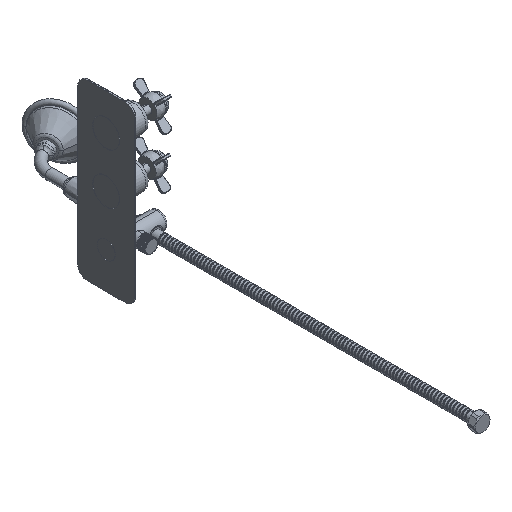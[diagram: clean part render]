
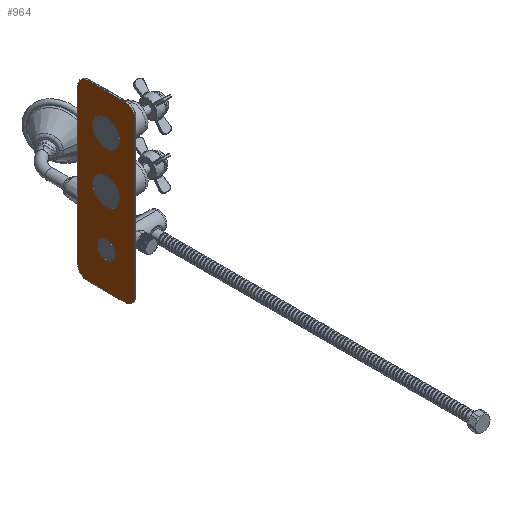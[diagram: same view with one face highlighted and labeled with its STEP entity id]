
A CAD part, isometric view. The second image highlights one B-rep face of the part: STEP entity #964.
In plain terms, the highlighted planar face has unit normal (-1, 0, 0).
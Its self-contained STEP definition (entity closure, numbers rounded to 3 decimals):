
#213=CARTESIAN_POINT('',(0.,0.,-80.));
#214=DIRECTION('',(-1.,0.,0.));
#215=DIRECTION('',(0.,0.,-1.));
#216=AXIS2_PLACEMENT_3D('',#213,#214,#215);
#218=CARTESIAN_POINT('',(0.,0.,-80.));
#219=DIRECTION('',(-1.,0.,0.));
#220=DIRECTION('',(0.,0.,1.));
#221=AXIS2_PLACEMENT_3D('',#218,#219,#220);
#223=CARTESIAN_POINT('',(0.,30.,122.5));
#224=DIRECTION('',(-1.,0.,0.));
#225=DIRECTION('',(0.,0.,1.));
#226=AXIS2_PLACEMENT_3D('',#223,#224,#225);
#228=DIRECTION('',(0.,-1.,0.));
#229=VECTOR('',#228,60.);
#230=CARTESIAN_POINT('',(0.,30.,137.5));
#231=LINE('',#230,#229);
#232=CARTESIAN_POINT('',(0.,-30.,122.5));
#233=DIRECTION('',(-1.,0.,0.));
#234=DIRECTION('',(0.,-1.,0.));
#235=AXIS2_PLACEMENT_3D('',#232,#233,#234);
#237=DIRECTION('',(0.,0.,-1.));
#238=VECTOR('',#237,245.);
#239=CARTESIAN_POINT('',(0.,-45.,122.5));
#240=LINE('',#239,#238);
#241=CARTESIAN_POINT('',(0.,-30.,-122.5));
#242=DIRECTION('',(-1.,0.,0.));
#243=DIRECTION('',(0.,0.,-1.));
#244=AXIS2_PLACEMENT_3D('',#241,#242,#243);
#246=DIRECTION('',(0.,1.,0.));
#247=VECTOR('',#246,60.);
#248=CARTESIAN_POINT('',(0.,-30.,-137.5));
#249=LINE('',#248,#247);
#250=CARTESIAN_POINT('',(0.,30.,-122.5));
#251=DIRECTION('',(-1.,0.,0.));
#252=DIRECTION('',(0.,1.,0.));
#253=AXIS2_PLACEMENT_3D('',#250,#251,#252);
#255=DIRECTION('',(0.,0.,1.));
#256=VECTOR('',#255,245.);
#257=CARTESIAN_POINT('',(0.,45.,-122.5));
#258=LINE('',#257,#256);
#259=CARTESIAN_POINT('',(0.,0.,80.));
#260=DIRECTION('',(1.,0.,0.));
#261=DIRECTION('',(0.,0.,-1.));
#262=AXIS2_PLACEMENT_3D('',#259,#260,#261);
#264=CARTESIAN_POINT('',(0.,0.,80.));
#265=DIRECTION('',(1.,0.,0.));
#266=DIRECTION('',(0.,0.,1.));
#267=AXIS2_PLACEMENT_3D('',#264,#265,#266);
#269=CARTESIAN_POINT('',(0.,0.,0.));
#270=DIRECTION('',(1.,0.,0.));
#271=DIRECTION('',(0.,0.,-1.));
#272=AXIS2_PLACEMENT_3D('',#269,#270,#271);
#274=CARTESIAN_POINT('',(0.,0.,0.));
#275=DIRECTION('',(1.,0.,0.));
#276=DIRECTION('',(0.,0.,1.));
#277=AXIS2_PLACEMENT_3D('',#274,#275,#276);
#521=CARTESIAN_POINT('',(0.,30.,137.5));
#522=CARTESIAN_POINT('',(0.,45.,122.5));
#523=VERTEX_POINT('',#521);
#524=VERTEX_POINT('',#522);
#525=CARTESIAN_POINT('',(0.,45.,-122.5));
#526=CARTESIAN_POINT('',(0.,30.,-137.5));
#527=VERTEX_POINT('',#525);
#528=VERTEX_POINT('',#526);
#529=CARTESIAN_POINT('',(0.,-30.,-137.5));
#530=CARTESIAN_POINT('',(0.,-45.,-122.5));
#531=VERTEX_POINT('',#529);
#532=VERTEX_POINT('',#530);
#533=CARTESIAN_POINT('',(0.,-45.,122.5));
#534=CARTESIAN_POINT('',(0.,-30.,137.5));
#535=VERTEX_POINT('',#533);
#536=VERTEX_POINT('',#534);
#633=CARTESIAN_POINT('',(0.,0.,58.6));
#634=CARTESIAN_POINT('',(0.,0.,101.4));
#635=VERTEX_POINT('',#633);
#636=VERTEX_POINT('',#634);
#637=CARTESIAN_POINT('',(0.,0.,-21.4));
#638=CARTESIAN_POINT('',(0.,0.,21.4));
#639=VERTEX_POINT('',#637);
#640=VERTEX_POINT('',#638);
#653=CARTESIAN_POINT('',(0.,0.,-94.25));
#654=CARTESIAN_POINT('',(0.,0.,-65.75));
#655=VERTEX_POINT('',#653);
#656=VERTEX_POINT('',#654);
#925=CARTESIAN_POINT('',(0.,0.,0.));
#926=DIRECTION('',(1.,0.,0.));
#927=DIRECTION('',(0.,0.,-1.));
#928=AXIS2_PLACEMENT_3D('',#925,#926,#927);
#929=PLANE('',#928);
#931=ORIENTED_EDGE('',*,*,#930,.F.);
#933=ORIENTED_EDGE('',*,*,#932,.T.);
#935=ORIENTED_EDGE('',*,*,#934,.F.);
#937=ORIENTED_EDGE('',*,*,#936,.T.);
#939=ORIENTED_EDGE('',*,*,#938,.F.);
#941=ORIENTED_EDGE('',*,*,#940,.T.);
#943=ORIENTED_EDGE('',*,*,#942,.F.);
#945=ORIENTED_EDGE('',*,*,#944,.T.);
#946=EDGE_LOOP('',(#931,#933,#935,#937,#939,#941,#943,#945));
#947=FACE_OUTER_BOUND('',#946,.F.);
#948=ORIENTED_EDGE('',*,*,#905,.T.);
#949=ORIENTED_EDGE('',*,*,#919,.T.);
#950=EDGE_LOOP('',(#948,#949));
#951=FACE_BOUND('',#950,.F.);
#953=ORIENTED_EDGE('',*,*,#952,.F.);
#955=ORIENTED_EDGE('',*,*,#954,.F.);
#956=EDGE_LOOP('',(#953,#955));
#957=FACE_BOUND('',#956,.F.);
#959=ORIENTED_EDGE('',*,*,#958,.F.);
#961=ORIENTED_EDGE('',*,*,#960,.F.);
#962=EDGE_LOOP('',(#959,#961));
#963=FACE_BOUND('',#962,.F.);
#964=ADVANCED_FACE('',(#947,#951,#957,#963),#929,.F.);
#217=CIRCLE('',#216,14.25);
#222=CIRCLE('',#221,14.25);
#227=CIRCLE('',#226,15.);
#236=CIRCLE('',#235,15.);
#245=CIRCLE('',#244,15.);
#254=CIRCLE('',#253,15.);
#263=CIRCLE('',#262,21.4);
#268=CIRCLE('',#267,21.4);
#273=CIRCLE('',#272,21.4);
#278=CIRCLE('',#277,21.4);
#905=EDGE_CURVE('',#655,#656,#217,.T.);
#919=EDGE_CURVE('',#656,#655,#222,.T.);
#930=EDGE_CURVE('',#523,#524,#227,.T.);
#932=EDGE_CURVE('',#523,#536,#231,.T.);
#934=EDGE_CURVE('',#535,#536,#236,.T.);
#936=EDGE_CURVE('',#535,#532,#240,.T.);
#938=EDGE_CURVE('',#531,#532,#245,.T.);
#940=EDGE_CURVE('',#531,#528,#249,.T.);
#942=EDGE_CURVE('',#527,#528,#254,.T.);
#944=EDGE_CURVE('',#527,#524,#258,.T.);
#952=EDGE_CURVE('',#635,#636,#263,.T.);
#954=EDGE_CURVE('',#636,#635,#268,.T.);
#958=EDGE_CURVE('',#639,#640,#273,.T.);
#960=EDGE_CURVE('',#640,#639,#278,.T.);
